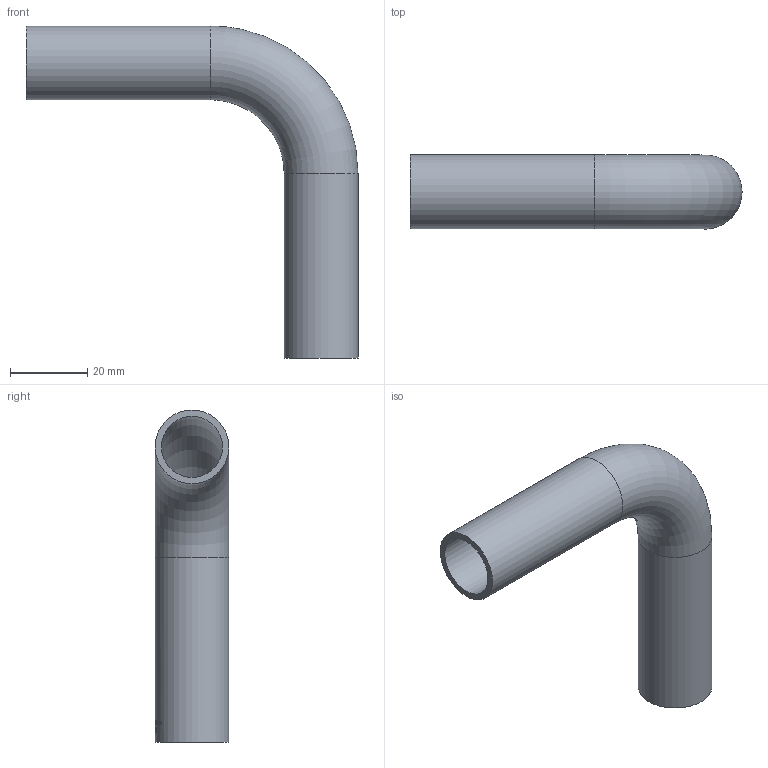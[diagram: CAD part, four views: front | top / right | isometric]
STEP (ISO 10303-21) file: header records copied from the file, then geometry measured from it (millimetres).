
FILE_DESCRIPTION(/* description */ (''),/* implementation_level */ '2;1');
FILE_NAME(/* name */ 'S2S-.75.stp',/* time_stamp */ '2018-11-16T10:39:10-05:00',/* author */ ('rick'),/* organization */ (''),/* preprocessor_version */ 'ST-DEVELOPER v15.2',/* originating_system */ 'Autodesk Inventor 2014',/* authorisation */ '');
FILE_SCHEMA (('AUTOMOTIVE_DESIGN { 1 0 10303 214 3 1 1 }'));
Length unit declared in the file: inch
Products named in the file (1): S2S-.75
Bounding box: 85.72 x 19.05 x 85.72 mm (x, y, z)
Volume: 12645.7 mm3; surface area: 15511.7 mm2
Topology: 1 solids, 1 shells, 328 faces, 890 edges, 593 vertices
Faces by surface type: bspline 175, plane 118, cylinder 33, torus 2
Full cylindrical faces by diameter (mm): 15.748 x2, 19.05 x2
Entity records: 13459 total; most frequent: CARTESIAN_POINT 6241, ORIENTED_EDGE 1762, DIRECTION 975, EDGE_CURVE 881, VERTEX_POINT 590, LINE 395, VECTOR 395, EDGE_LOOP 365
